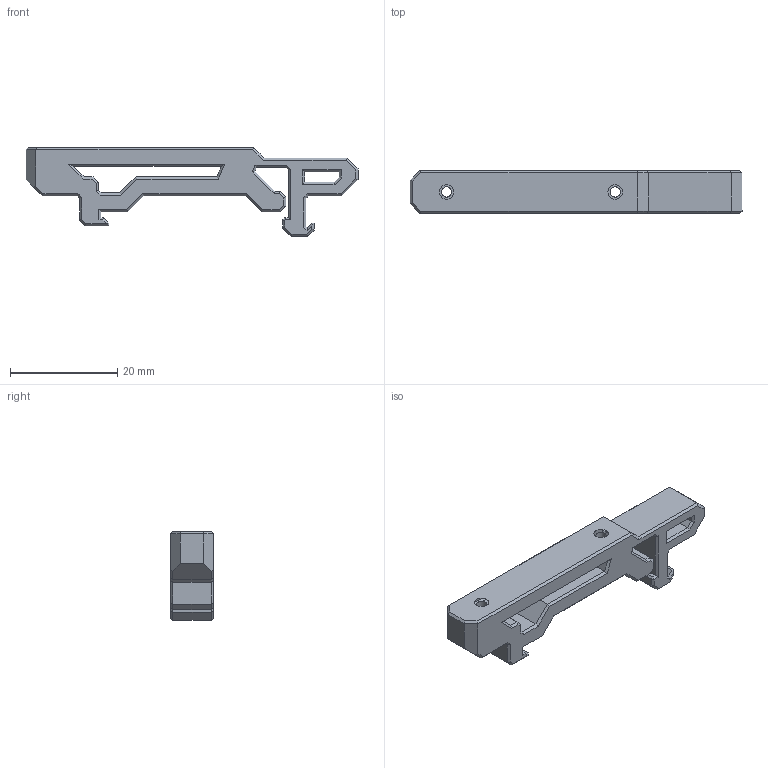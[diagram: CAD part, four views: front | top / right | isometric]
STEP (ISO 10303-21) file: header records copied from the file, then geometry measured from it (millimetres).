
FILE_DESCRIPTION(/* description */ (''),/* implementation_level */ '2;1');
FILE_NAME(/* name */ 'pcb_din_clip_v2.step',/* time_stamp */ '2023-05-05T08:28:24-07:00',/* author */ (''),/* organization */ (''),/* preprocessor_version */ 'ST-DEVELOPER v19.2',/* originating_system */ 'Autodesk Translation Framework v12.4.0.73',/* authorisation */ '');
FILE_SCHEMA (('AUTOMOTIVE_DESIGN { 1 0 10303 214 3 1 1 }'));
Length unit declared in the file: millimetre
Products named in the file (1): pcb_din_clip_v2
Bounding box: 62 x 8 x 16.6 mm (x, y, z)
Volume: 3867.7 mm3; surface area: 3076.9 mm2
Topology: 1 solids, 1 shells, 186 faces, 432 edges, 248 vertices
Faces by surface type: plane 182, cone 2, cylinder 2
Full cylindrical faces by diameter (mm): 1.9 x2
Entity records: 5078 total; most frequent: CARTESIAN_POINT 867, ORIENTED_EDGE 864, DIRECTION 812, EDGE_CURVE 432, LINE 426, VECTOR 426, VERTEX_POINT 248, EDGE_LOOP 194
